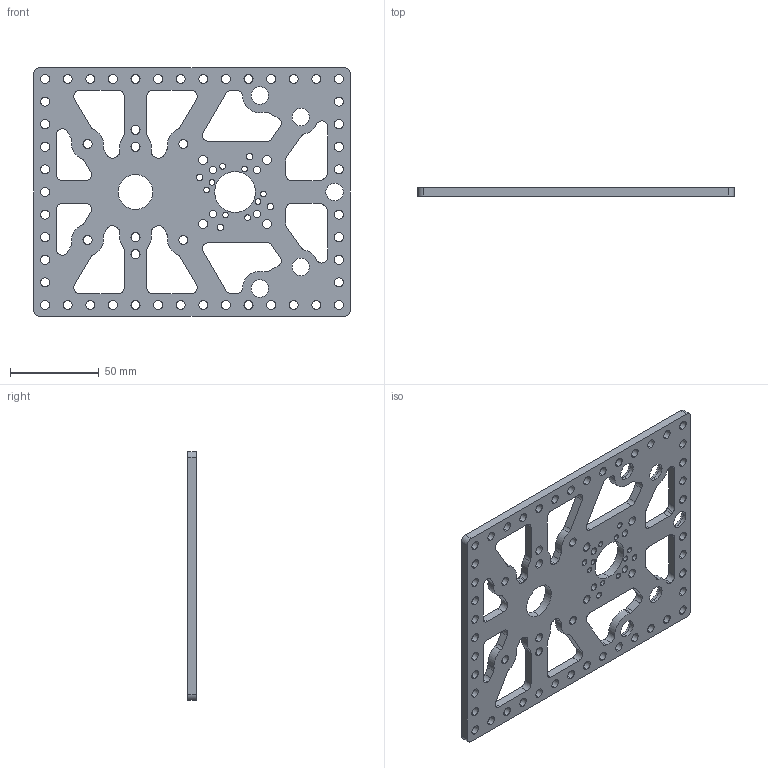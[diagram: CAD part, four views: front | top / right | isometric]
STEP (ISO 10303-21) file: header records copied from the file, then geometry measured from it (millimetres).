
FILE_DESCRIPTION (( 'STEP AP203' ), '1' );
FILE_NAME ('am-3012d Swerve and Steer Motor Mount Plate.STEP', '2021-07-09T17:49:14', ( '' ), ( '' ), 'SwSTEP 2.0', 'SolidWorks 2021', '' );
FILE_SCHEMA (( 'CONFIG_CONTROL_DESIGN' ));
Length unit declared in the file: inch
Products named in the file (1): am-3012d Swerve and Steer Motor Mount Plate
Bounding box: 177.8 x 4.76 x 139.7 mm (x, y, z)
Volume: 76169.7 mm3; surface area: 47021.3 mm2
Topology: 1 solids, 1 shells, 320 faces, 939 edges, 626 vertices
Faces by surface type: cylinder 263, plane 57
Entity records: 11368 total; most frequent: DIRECTION 2107, CARTESIAN_POINT 1886, ORIENTED_EDGE 1878, EDGE_CURVE 939, AXIS2_PLACEMENT_3D 847, VERTEX_POINT 626, CIRCLE 526, EDGE_LOOP 505
